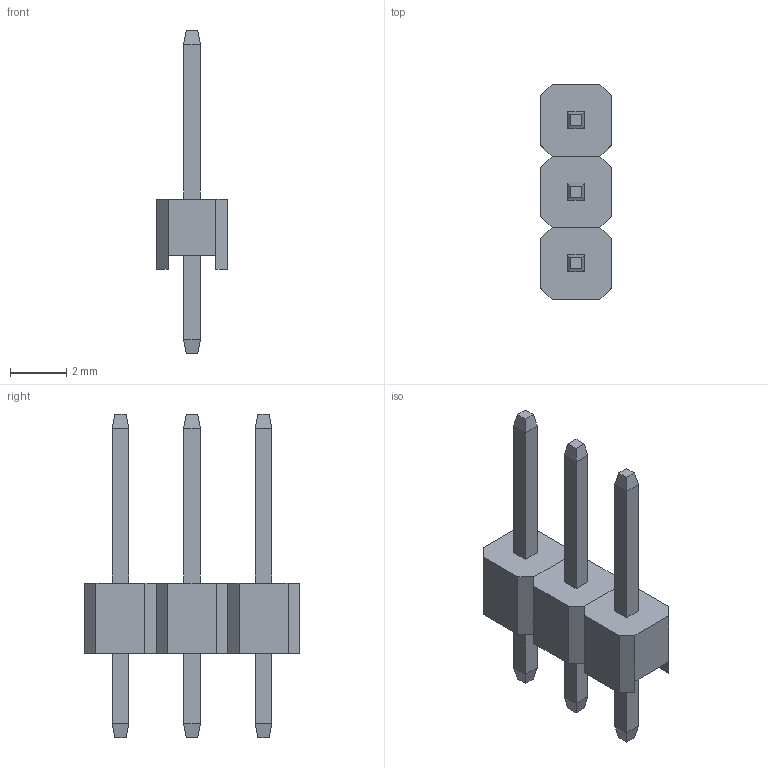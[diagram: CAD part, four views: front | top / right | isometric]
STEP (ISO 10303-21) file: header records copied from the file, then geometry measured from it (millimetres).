
FILE_DESCRIPTION (( 'STEP AP214' ), '1' );
FILE_NAME ('HEADER3x1P.STEP', '2017-07-10T17:30:26', ( '' ), ( '' ), 'SwSTEP 2.0', 'SolidWorks 2016', '' );
FILE_SCHEMA (( 'AUTOMOTIVE_DESIGN' ));
Length unit declared in the file: millimetre
Products named in the file (1): HEADER3x1P
Bounding box: 2.5 x 7.62 x 11.5 mm (x, y, z)
Volume: 48.7 mm3; surface area: 173.4 mm2
Topology: 3 solids, 3 shells, 96 faces, 216 edges, 132 vertices
Faces by surface type: plane 96
Entity records: 3086 total; most frequent: CARTESIAN_POINT 445, ORIENTED_EDGE 432, DIRECTION 410, EDGE_CURVE 216, VECTOR 216, LINE 216, VERTEX_POINT 132, EDGE_LOOP 102
